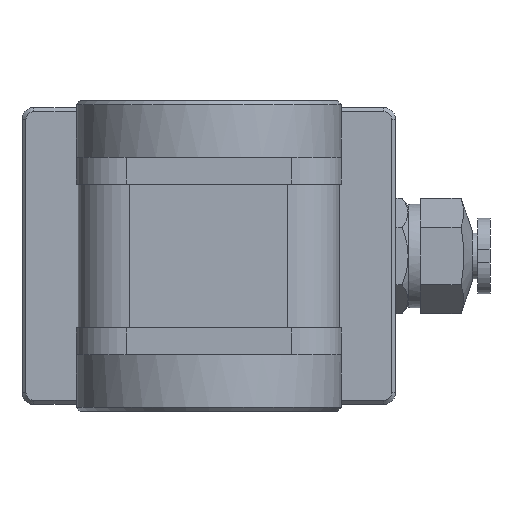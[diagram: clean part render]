
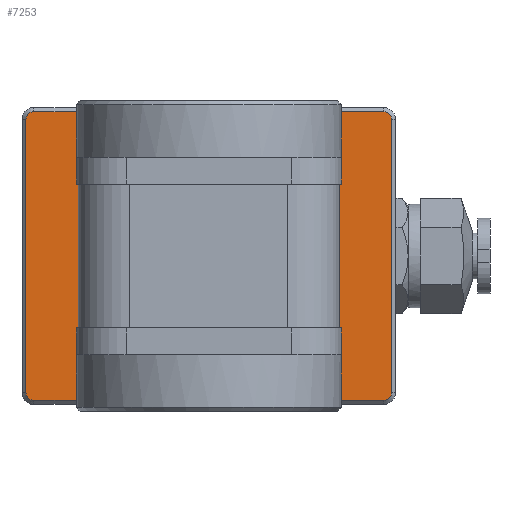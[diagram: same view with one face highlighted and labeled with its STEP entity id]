
A CAD part, front view. The second image highlights one B-rep face of the part: STEP entity #7253.
In plain terms, the highlighted planar face has unit normal (0, -1, 0).
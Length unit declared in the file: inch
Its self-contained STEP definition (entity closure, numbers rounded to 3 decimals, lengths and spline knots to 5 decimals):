
#44 = ORIENTED_EDGE ( 'NONE', *, *, #8853, .T. ) ;
#181 = ORIENTED_EDGE ( 'NONE', *, *, #4731, .T. ) ;
#220 = CARTESIAN_POINT ( 'NONE',  ( 0.8775, 1.365, -0.725 ) ) ;
#575 = CARTESIAN_POINT ( 'NONE',  ( 0.8775, 1.365, 0.685 ) ) ;
#622 = DIRECTION ( 'NONE',  ( 0., 0., -1. ) ) ;
#757 = CARTESIAN_POINT ( 'NONE',  ( 0.8775, 1.365, -0.685 ) ) ;
#772 = CARTESIAN_POINT ( 'NONE',  ( -0.8775, 1.365, -0.685 ) ) ;
#815 = LINE ( 'NONE', #4691, #2773 ) ;
#822 = VERTEX_POINT ( 'NONE', #3154 ) ;
#912 = CARTESIAN_POINT ( 'NONE',  ( 0.64, 1.365, -0.745 ) ) ;
#1004 = VERTEX_POINT ( 'NONE', #7530 ) ;
#1029 = CARTESIAN_POINT ( 'NONE',  ( -0.8775, 1.365, 0.685 ) ) ;
#1045 = EDGE_LOOP ( 'NONE', ( #8972, #3051, #181, #1143, #44, #3672, #7034, #5744 ) ) ;
#1070 = VECTOR ( 'NONE', #3520, 39.37008 ) ;
#1139 = VECTOR ( 'NONE', #1250, 39.37008 ) ;
#1143 = ORIENTED_EDGE ( 'NONE', *, *, #4909, .F. ) ;
#1157 = DIRECTION ( 'NONE',  ( 0., 0., 1. ) ) ;
#1223 = ORIENTED_EDGE ( 'NONE', *, *, #3118, .T. ) ;
#1250 = DIRECTION ( 'NONE',  ( 1., 0., 0. ) ) ;
#1280 = VERTEX_POINT ( 'NONE', #4919 ) ;
#1313 = DIRECTION ( 'NONE',  ( 0., 0., 1. ) ) ;
#1477 = DIRECTION ( 'NONE',  ( 0., 0., 1. ) ) ;
#1496 = DIRECTION ( 'NONE',  ( 0., 0., 1. ) ) ;
#1764 = DIRECTION ( 'NONE',  ( 0., 0., 1. ) ) ;
#1822 = VECTOR ( 'NONE', #622, 39.37008 ) ;
#1828 = VECTOR ( 'NONE', #1157, 39.37008 ) ;
#1876 = LINE ( 'NONE', #6618, #9508 ) ;
#1923 = CIRCLE ( 'NONE', #3757, 0.04 ) ;
#2145 = CARTESIAN_POINT ( 'NONE',  ( -0.9375, 1.365, -0.745 ) ) ;
#2348 = ORIENTED_EDGE ( 'NONE', *, *, #3439, .T. ) ;
#2671 = VERTEX_POINT ( 'NONE', #2918 ) ;
#2697 = EDGE_CURVE ( 'NONE', #1004, #6505, #8660, .T. ) ;
#2773 = VECTOR ( 'NONE', #9111, 39.37008 ) ;
#2886 = DIRECTION ( 'NONE',  ( 0., -1., 0. ) ) ;
#2903 = VERTEX_POINT ( 'NONE', #4657 ) ;
#2918 = CARTESIAN_POINT ( 'NONE',  ( 0.8775, 1.365, 0.725 ) ) ;
#3051 = ORIENTED_EDGE ( 'NONE', *, *, #3788, .F. ) ;
#3098 = LINE ( 'NONE', #7170, #1139 ) ;
#3118 = EDGE_CURVE ( 'NONE', #822, #6107, #9093, .T. ) ;
#3154 = CARTESIAN_POINT ( 'NONE',  ( 0.64, 1.365, 0.46 ) ) ;
#3218 = EDGE_CURVE ( 'NONE', #6107, #7540, #815, .T. ) ;
#3257 = LINE ( 'NONE', #7186, #1070 ) ;
#3345 = EDGE_CURVE ( 'NONE', #7540, #8050, #3787, .T. ) ;
#3375 = FACE_OUTER_BOUND ( 'NONE', #1045, .T. ) ;
#3439 = EDGE_CURVE ( 'NONE', #8050, #822, #3098, .T. ) ;
#3448 = VECTOR ( 'NONE', #4568, 39.37008 ) ;
#3520 = DIRECTION ( 'NONE',  ( 0., 0., 1. ) ) ;
#3672 = ORIENTED_EDGE ( 'NONE', *, *, #7505, .F. ) ;
#3757 = AXIS2_PLACEMENT_3D ( 'NONE', #772, #5917, #1496 ) ;
#3787 = LINE ( 'NONE', #7003, #1828 ) ;
#3788 = EDGE_CURVE ( 'NONE', #1280, #1004, #7690, .T. ) ;
#4420 = CARTESIAN_POINT ( 'NONE',  ( 0., 1.365, 0.725 ) ) ;
#4568 = DIRECTION ( 'NONE',  ( 0., 0., -1. ) ) ;
#4594 = EDGE_LOOP ( 'NONE', ( #8930, #4607, #2348, #1223 ) ) ;
#4607 = ORIENTED_EDGE ( 'NONE', *, *, #3345, .T. ) ;
#4657 = CARTESIAN_POINT ( 'NONE',  ( -0.8775, 1.365, 0.725 ) ) ;
#4691 = CARTESIAN_POINT ( 'NONE',  ( -0.9375, 1.365, -0.46 ) ) ;
#4731 = EDGE_CURVE ( 'NONE', #1280, #2671, #5268, .T. ) ;
#4796 = AXIS2_PLACEMENT_3D ( 'NONE', #1029, #6185, #1764 ) ;
#4902 = EDGE_CURVE ( 'NONE', #9057, #9527, #1923, .T. ) ;
#4909 = EDGE_CURVE ( 'NONE', #2903, #2671, #9552, .T. ) ;
#4919 = CARTESIAN_POINT ( 'NONE',  ( 0.9175, 1.365, 0.685 ) ) ;
#4921 = CARTESIAN_POINT ( 'NONE',  ( -0.64, 1.365, 0.46 ) ) ;
#5024 = CARTESIAN_POINT ( 'NONE',  ( 0.9175, 1.365, 0. ) ) ;
#5268 = CIRCLE ( 'NONE', #5427, 0.04 ) ;
#5427 = AXIS2_PLACEMENT_3D ( 'NONE', #575, #5730, #1313 ) ;
#5730 = DIRECTION ( 'NONE',  ( 0., -1., 0. ) ) ;
#5744 = ORIENTED_EDGE ( 'NONE', *, *, #7626, .F. ) ;
#5847 = VECTOR ( 'NONE', #8850, 39.37008 ) ;
#5871 = DIRECTION ( 'NONE',  ( -1., 0., 0. ) ) ;
#5903 = DIRECTION ( 'NONE',  ( 0., 1., 0. ) ) ;
#5917 = DIRECTION ( 'NONE',  ( 0., -1., 0. ) ) ;
#6107 = VERTEX_POINT ( 'NONE', #7122 ) ;
#6185 = DIRECTION ( 'NONE',  ( 0., -1., 0. ) ) ;
#6505 = VERTEX_POINT ( 'NONE', #220 ) ;
#6550 = PLANE ( 'NONE',  #7563 ) ;
#6618 = CARTESIAN_POINT ( 'NONE',  ( 0., 1.365, -0.725 ) ) ;
#7003 = CARTESIAN_POINT ( 'NONE',  ( -0.64, 1.365, -0.745 ) ) ;
#7034 = ORIENTED_EDGE ( 'NONE', *, *, #4902, .T. ) ;
#7122 = CARTESIAN_POINT ( 'NONE',  ( 0.64, 1.365, -0.46 ) ) ;
#7170 = CARTESIAN_POINT ( 'NONE',  ( -0.9375, 1.365, 0.46 ) ) ;
#7186 = CARTESIAN_POINT ( 'NONE',  ( -0.9175, 1.365, 0. ) ) ;
#7253 = ADVANCED_FACE ( 'NONE', ( #9028, #3375 ), #6550, .T. ) ;
#7505 = EDGE_CURVE ( 'NONE', #9057, #8146, #3257, .T. ) ;
#7530 = CARTESIAN_POINT ( 'NONE',  ( 0.9175, 1.365, -0.685 ) ) ;
#7540 = VERTEX_POINT ( 'NONE', #9471 ) ;
#7563 = AXIS2_PLACEMENT_3D ( 'NONE', #2145, #2886, #8031 ) ;
#7626 = EDGE_CURVE ( 'NONE', #6505, #9527, #1876, .T. ) ;
#7690 = LINE ( 'NONE', #5024, #1822 ) ;
#7987 = CARTESIAN_POINT ( 'NONE',  ( -0.8775, 1.365, -0.725 ) ) ;
#7992 = CARTESIAN_POINT ( 'NONE',  ( -0.9175, 1.365, 0.685 ) ) ;
#8031 = DIRECTION ( 'NONE',  ( 0., 0., -1. ) ) ;
#8050 = VERTEX_POINT ( 'NONE', #4921 ) ;
#8146 = VERTEX_POINT ( 'NONE', #7992 ) ;
#8558 = CIRCLE ( 'NONE', #4796, 0.04 ) ;
#8660 = CIRCLE ( 'NONE', #9006, 0.04 ) ;
#8771 = CARTESIAN_POINT ( 'NONE',  ( -0.9175, 1.365, -0.685 ) ) ;
#8850 = DIRECTION ( 'NONE',  ( 1., 0., 0. ) ) ;
#8853 = EDGE_CURVE ( 'NONE', #2903, #8146, #8558, .T. ) ;
#8930 = ORIENTED_EDGE ( 'NONE', *, *, #3218, .T. ) ;
#8972 = ORIENTED_EDGE ( 'NONE', *, *, #2697, .F. ) ;
#9006 = AXIS2_PLACEMENT_3D ( 'NONE', #757, #5903, #1477 ) ;
#9028 = FACE_BOUND ( 'NONE', #4594, .T. ) ;
#9057 = VERTEX_POINT ( 'NONE', #8771 ) ;
#9093 = LINE ( 'NONE', #912, #3448 ) ;
#9111 = DIRECTION ( 'NONE',  ( -1., 0., 0. ) ) ;
#9471 = CARTESIAN_POINT ( 'NONE',  ( -0.64, 1.365, -0.46 ) ) ;
#9508 = VECTOR ( 'NONE', #5871, 39.37008 ) ;
#9527 = VERTEX_POINT ( 'NONE', #7987 ) ;
#9552 = LINE ( 'NONE', #4420, #5847 ) ;
